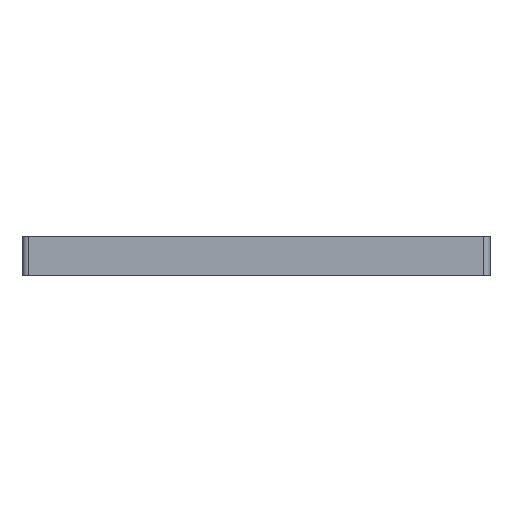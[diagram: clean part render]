
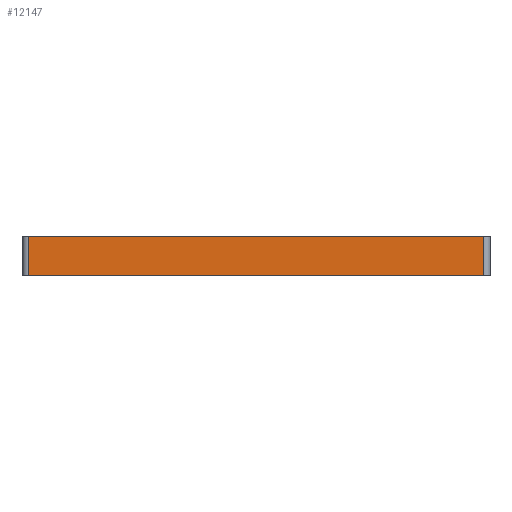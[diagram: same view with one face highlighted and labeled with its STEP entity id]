
A CAD part, front view. The second image highlights one B-rep face of the part: STEP entity #12147.
In plain terms, the highlighted planar face has unit normal (0, -1, 0).
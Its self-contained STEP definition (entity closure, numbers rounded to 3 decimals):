
#342 = CARTESIAN_POINT ( 'NONE',  ( -17.5, -86., 0. ) ) ;
#373 = CARTESIAN_POINT ( 'NONE',  ( -17.5, -86., 3. ) ) ;
#456 = EDGE_CURVE ( 'NONE', #5786, #3567, #5726, .T. ) ;
#721 = EDGE_CURVE ( 'NONE', #3773, #3567, #1505, .T. ) ;
#915 = EDGE_CURVE ( 'NONE', #2888, #5786, #2454, .T. ) ;
#1250 = AXIS2_PLACEMENT_3D ( 'NONE', #10150, #10189, #4193 ) ;
#1489 = CARTESIAN_POINT ( 'NONE',  ( 17.5, -86., 3. ) ) ;
#1505 = LINE ( 'NONE', #9433, #7109 ) ;
#1521 = DIRECTION ( 'NONE',  ( 0., 0., 1. ) ) ;
#2057 = CARTESIAN_POINT ( 'NONE',  ( 17.5, -86., 0. ) ) ;
#2454 = LINE ( 'NONE', #6726, #7098 ) ;
#2521 = ORIENTED_EDGE ( 'NONE', *, *, #8054, .T. ) ;
#2888 = VERTEX_POINT ( 'NONE', #342 ) ;
#3021 = ORIENTED_EDGE ( 'NONE', *, *, #721, .F. ) ;
#3441 = ORIENTED_EDGE ( 'NONE', *, *, #456, .T. ) ;
#3454 = DIRECTION ( 'NONE',  ( 0., 0., -1. ) ) ;
#3567 = VERTEX_POINT ( 'NONE', #1489 ) ;
#3773 = VERTEX_POINT ( 'NONE', #8693 ) ;
#3809 = DIRECTION ( 'NONE',  ( 1., 0., 0. ) ) ;
#4193 = DIRECTION ( 'NONE',  ( 0., 0., 1. ) ) ;
#4381 = VECTOR ( 'NONE', #3454, 1000. ) ;
#5264 = VECTOR ( 'NONE', #1521, 1000. ) ;
#5490 = ORIENTED_EDGE ( 'NONE', *, *, #915, .T. ) ;
#5726 = LINE ( 'NONE', #6488, #5264 ) ;
#5786 = VERTEX_POINT ( 'NONE', #2057 ) ;
#6488 = CARTESIAN_POINT ( 'NONE',  ( 17.5, -86., 3. ) ) ;
#6726 = CARTESIAN_POINT ( 'NONE',  ( -18., -86., 0. ) ) ;
#7098 = VECTOR ( 'NONE', #3809, 1000. ) ;
#7109 = VECTOR ( 'NONE', #8346, 1000. ) ;
#7764 = EDGE_LOOP ( 'NONE', ( #5490, #3441, #3021, #2521 ) ) ;
#8054 = EDGE_CURVE ( 'NONE', #3773, #2888, #12268, .T. ) ;
#8346 = DIRECTION ( 'NONE',  ( 1., 0., 0. ) ) ;
#8693 = CARTESIAN_POINT ( 'NONE',  ( -17.5, -86., 3. ) ) ;
#9124 = PLANE ( 'NONE',  #1250 ) ;
#9433 = CARTESIAN_POINT ( 'NONE',  ( -18., -86., 3. ) ) ;
#10150 = CARTESIAN_POINT ( 'NONE',  ( -18., -86., 3. ) ) ;
#10189 = DIRECTION ( 'NONE',  ( 0., 1., 0. ) ) ;
#10545 = FACE_OUTER_BOUND ( 'NONE', #7764, .T. ) ;
#12147 = ADVANCED_FACE ( 'NONE', ( #10545 ), #9124, .F. ) ;
#12268 = LINE ( 'NONE', #373, #4381 ) ;
